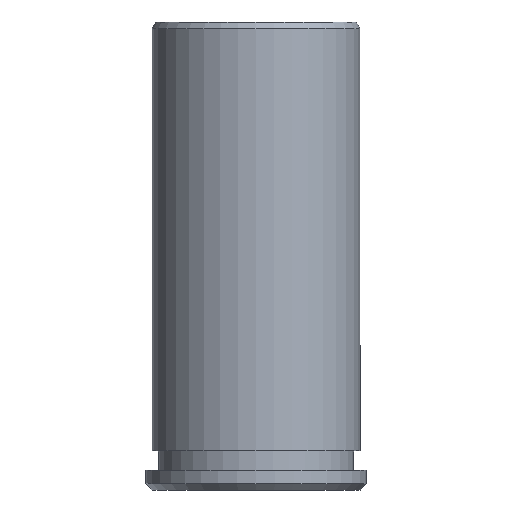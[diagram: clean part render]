
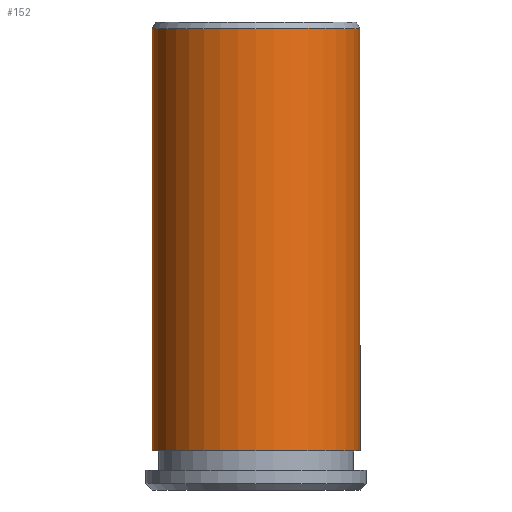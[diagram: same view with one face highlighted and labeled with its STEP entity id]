
A CAD part, left-side view. The second image highlights one B-rep face of the part: STEP entity #152.
In plain terms, the highlighted cylindrical face has radius 8 mm (diameter 16 mm), a partial arc.
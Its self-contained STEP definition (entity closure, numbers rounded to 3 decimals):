
#114=EDGE_CURVE('NONE',#230,#190,#287,.T.);
#122=VERTEX_POINT('NONE',#295);
#152=ADVANCED_FACE('NONE',(#330),#331,.T.);
#156=VERTEX_POINT('NONE',#336);
#158=EDGE_CURVE('NONE',#190,#156,#338,.T.);
#170=EDGE_CURVE('NONE',#230,#122,#353,.T.);
#180=EDGE_CURVE('NONE',#122,#156,#364,.T.);
#190=VERTEX_POINT('NONE',#374);
#230=VERTEX_POINT('NONE',#420);
#287=LINE('',#473,#474);
#295=CARTESIAN_POINT('',(0.,8.,35.5));
#330=FACE_OUTER_BOUND('',#529,.T.);
#331=CYLINDRICAL_SURFACE('',#530,8.0);
#336=CARTESIAN_POINT('',(0.,8.0,3.0));
#338=CIRCLE('',#538,8.0);
#353=CIRCLE('',#558,8.);
#364=LINE('',#572,#573);
#374=CARTESIAN_POINT('',(0.0,-8.0,3.0));
#420=CARTESIAN_POINT('',(0.0,-8.,35.5));
#473=CARTESIAN_POINT('',(0.0,-8.0,-1.136));
#474=VECTOR('',#697,1000.0);
#529=EDGE_LOOP('',(#747,#748,#749,#750));
#530=AXIS2_PLACEMENT_3D('',#751,#752,#753);
#538=AXIS2_PLACEMENT_3D('',#762,#763,#764);
#558=AXIS2_PLACEMENT_3D('',#788,#789,#790);
#572=CARTESIAN_POINT('',(0.,8.0,-1.136));
#573=VECTOR('',#805,1000.0);
#697=DIRECTION('',(0.0,0.0,-1.0));
#747=ORIENTED_EDGE('',*,*,#170,.T.);
#748=ORIENTED_EDGE('',*,*,#180,.T.);
#749=ORIENTED_EDGE('',*,*,#158,.F.);
#750=ORIENTED_EDGE('',*,*,#114,.F.);
#751=CARTESIAN_POINT('',(0.0,0.0,-1.136));
#752=DIRECTION('',(0.0,-0.0,-1.0));
#753=DIRECTION('',(0.0,-1.0,0.0));
#762=CARTESIAN_POINT('',(0.0,0.0,3.0));
#763=DIRECTION('',(0.0,0.0,-1.0));
#764=DIRECTION('',(0.0,-1.0,0.0));
#788=CARTESIAN_POINT('',(0.0,0.0,35.5));
#789=DIRECTION('',(0.0,0.0,-1.0));
#790=DIRECTION('',(0.0,-1.0,0.0));
#805=DIRECTION('',(0.0,0.0,-1.0));
